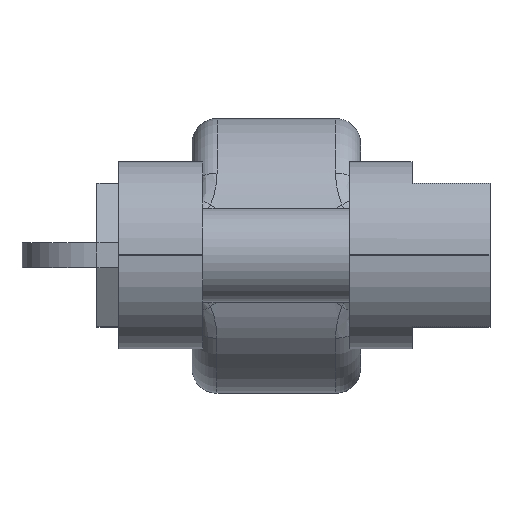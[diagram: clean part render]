
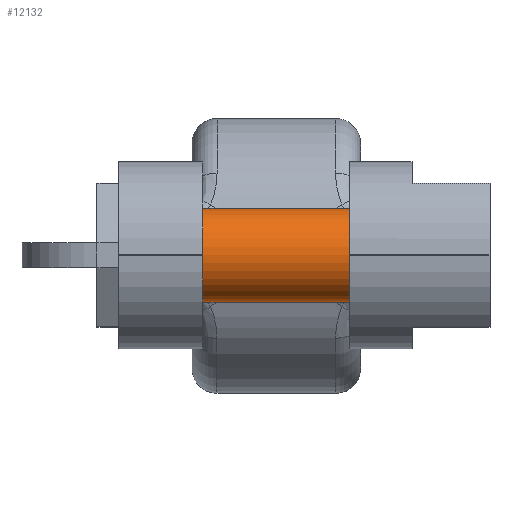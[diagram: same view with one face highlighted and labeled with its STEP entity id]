
A CAD part, top view. The second image highlights one B-rep face of the part: STEP entity #12132.
In plain terms, the highlighted cylindrical face has radius 15 mm (diameter 30 mm), a partial arc.
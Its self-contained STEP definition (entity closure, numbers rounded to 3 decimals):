
#2894=CARTESIAN_POINT('',(23.5,0.,136.));
#2895=DIRECTION('',(-1.,0.,0.));
#2896=DIRECTION('',(0.,-1.,0.));
#2897=AXIS2_PLACEMENT_3D('',#2894,#2895,#2896);
#3095=DIRECTION('',(1.,0.,0.));
#3096=VECTOR('',#3095,47.);
#3097=CARTESIAN_POINT('',(-23.5,-15.,136.));
#3098=LINE('',#3097,#3096);
#3099=DIRECTION('',(-1.,0.,0.));
#3100=VECTOR('',#3099,47.);
#3101=CARTESIAN_POINT('',(23.5,15.,136.));
#3102=LINE('',#3101,#3100);
#3148=CARTESIAN_POINT('',(-23.5,0.,136.));
#3149=DIRECTION('',(1.,0.,0.));
#3150=DIRECTION('',(0.,1.,0.));
#3151=AXIS2_PLACEMENT_3D('',#3148,#3149,#3150);
#7321=CARTESIAN_POINT('',(-23.5,-15.,136.));
#7322=CARTESIAN_POINT('',(23.5,-15.,136.));
#7323=VERTEX_POINT('',#7321);
#7324=VERTEX_POINT('',#7322);
#7325=CARTESIAN_POINT('',(23.5,15.,136.));
#7326=CARTESIAN_POINT('',(-23.5,15.,136.));
#7327=VERTEX_POINT('',#7325);
#7328=VERTEX_POINT('',#7326);
#12121=CARTESIAN_POINT('',(-23.5,0.,136.));
#12122=DIRECTION('',(1.,0.,0.));
#12123=DIRECTION('',(0.,-1.,0.));
#12124=AXIS2_PLACEMENT_3D('',#12121,#12122,#12123);
#12125=CYLINDRICAL_SURFACE('',#12124,15.);
#12126=ORIENTED_EDGE('',*,*,#11425,.F.);
#12127=ORIENTED_EDGE('',*,*,#11390,.F.);
#12128=ORIENTED_EDGE('',*,*,#11108,.F.);
#12129=ORIENTED_EDGE('',*,*,#11387,.F.);
#12130=EDGE_LOOP('',(#12126,#12127,#12128,#12129));
#12131=FACE_OUTER_BOUND('',#12130,.F.);
#12132=ADVANCED_FACE('',(#12131),#12125,.T.);
#2898=CIRCLE('',#2897,15.);
#3152=CIRCLE('',#3151,15.);
#11108=EDGE_CURVE('',#7324,#7327,#2898,.T.);
#11387=EDGE_CURVE('',#7323,#7324,#3098,.T.);
#11390=EDGE_CURVE('',#7327,#7328,#3102,.T.);
#11425=EDGE_CURVE('',#7328,#7323,#3152,.T.);
